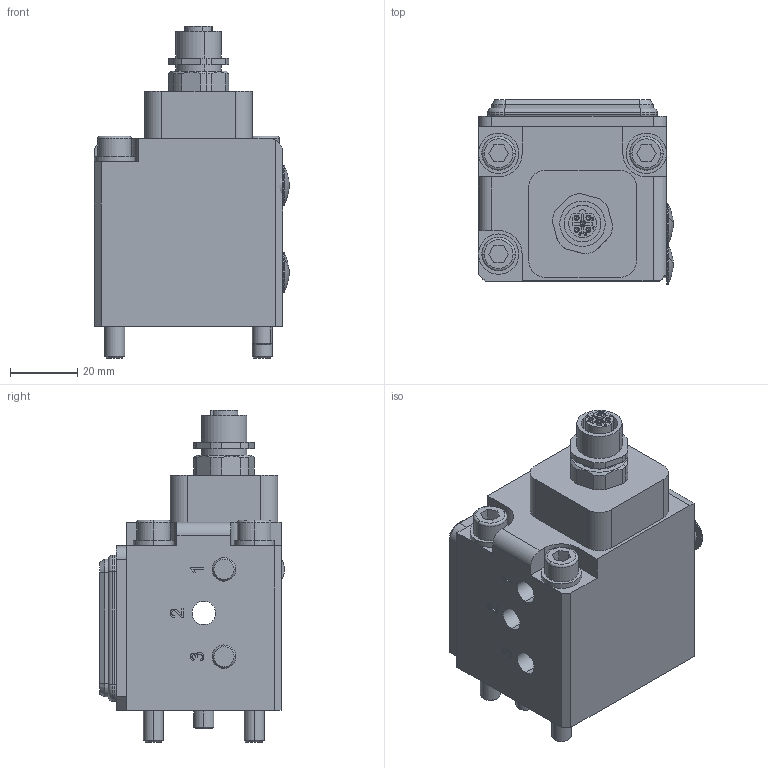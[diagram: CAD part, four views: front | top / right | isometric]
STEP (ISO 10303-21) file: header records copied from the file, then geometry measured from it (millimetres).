
FILE_DESCRIPTION (( 'STEP AP203' ), '1' );
FILE_NAME ('P6775.STEP', '2018-11-30T13:48:34', ( 'rsp' ), ( 'Hewlett-Packard Company' ), 'SwSTEP 2.0', 'SolidWorks 2017', '' );
FILE_SCHEMA (( 'CONFIG_CONTROL_DESIGN' ));
Length unit declared in the file: millimetre
Products named in the file (1): P6775
Bounding box: 58.1 x 55.04 x 98.85 mm (x, y, z)
Volume: 170138.2 mm3; surface area: 47492.8 mm2
Topology: 43 solids, 43 shells, 814 faces, 1884 edges, 1206 vertices
Faces by surface type: plane 308, cylinder 300, bspline 70, cone 58, torus 48, sphere 30
Entity records: 26239 total; most frequent: CARTESIAN_POINT 8000, DIRECTION 3871, ORIENTED_EDGE 3578, EDGE_CURVE 1789, AXIS2_PLACEMENT_3D 1484, VERTEX_POINT 1161, EDGE_LOOP 936, VECTOR 903
